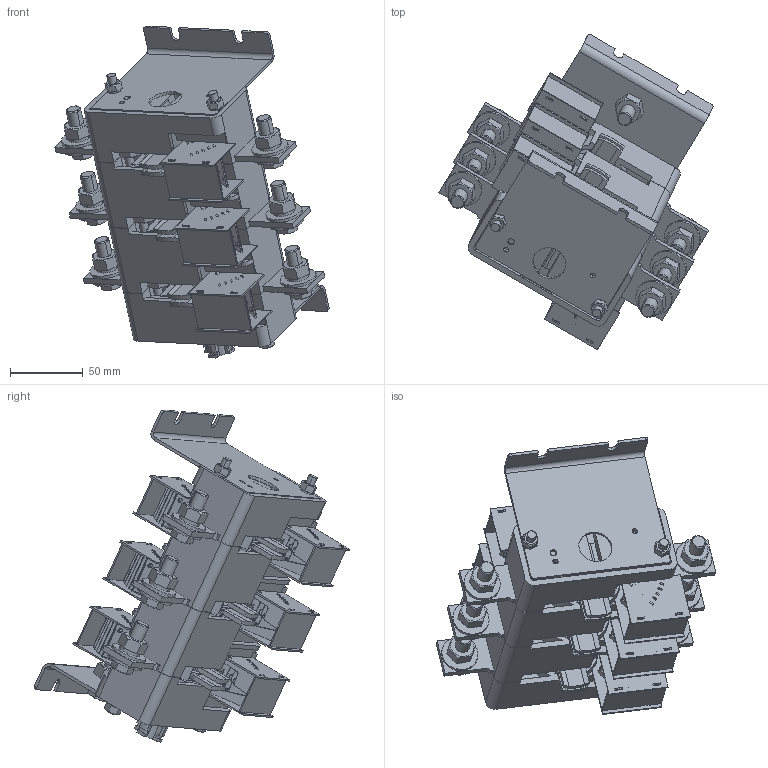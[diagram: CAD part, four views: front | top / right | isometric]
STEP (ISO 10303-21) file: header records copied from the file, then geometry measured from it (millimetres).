
FILE_DESCRIPTION (( 'STEP AP203' ), '1' );
FILE_NAME ('ÂÐ32-37.STEP', '2014-06-25T10:32:02', ( 'admin' ), ( 'Microsoft' ), 'SwSTEP 2.0', 'SolidWorks 2007', '' );
FILE_SCHEMA (( 'CONFIG_CONTROL_DESIGN' ));
Length unit declared in the file: millimetre
Products named in the file (1): 覆32-37
Bounding box: 187.98 x 216.5 x 227.61 mm (x, y, z)
Surface area: 341795.3 mm2 (no closed solid volume)
Topology: 0 solids, 195 shells, 1527 faces, 7624 edges, 6032 vertices
Faces by surface type: plane 1080, cylinder 337, cone 54, sphere 42, bspline 14
Entity records: 80444 total; most frequent: CARTESIAN_POINT 20688, DIRECTION 11965, ORIENTED_EDGE 10525, EDGE_CURVE 7624, VERTEX_POINT 6032, LINE 5729, VECTOR 5729, AXIS2_PLACEMENT_3D 3118
